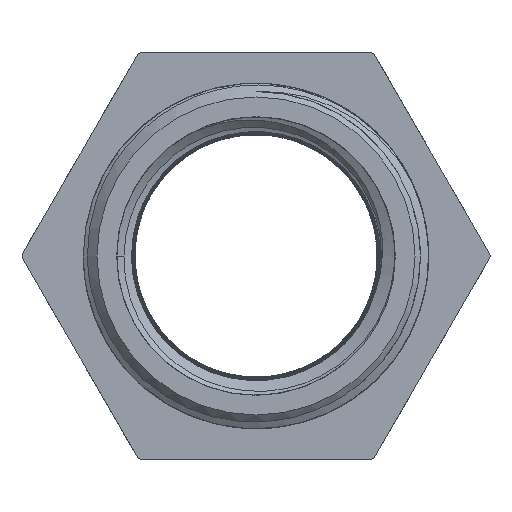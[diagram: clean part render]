
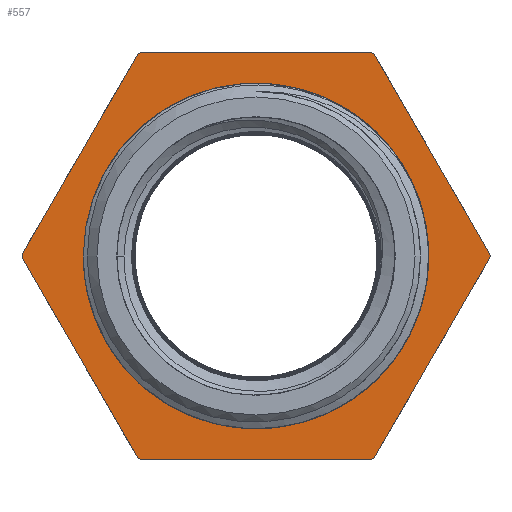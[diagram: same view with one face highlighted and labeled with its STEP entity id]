
A CAD part, left-side view. The second image highlights one B-rep face of the part: STEP entity #557.
In plain terms, the highlighted planar face has unit normal (-1, 0, 0).
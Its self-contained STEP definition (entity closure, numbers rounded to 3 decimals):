
#27=LINE('',#5253,#45);
#31=LINE('',#5278,#49);
#34=LINE('',#5293,#52);
#37=LINE('',#5308,#55);
#40=LINE('',#5323,#58);
#43=LINE('',#5338,#61);
#45=VECTOR('',#676,10.);
#49=VECTOR('',#682,10.);
#52=VECTOR('',#687,10.);
#55=VECTOR('',#692,10.);
#58=VECTOR('',#697,10.);
#61=VECTOR('',#702,10.);
#70=PLANE('',#622);
#94=FACE_BOUND('',#168,.T.);
#127=FACE_OUTER_BOUND('',#167,.T.);
#167=EDGE_LOOP('',(#486,#487,#488,#489,#490,#491,#492,#493,#494,#495,#496,
#497));
#168=EDGE_LOOP('',(#498));
#180=CIRCLE('',#579,15.92);
#196=CIRCLE('',#613,21.57);
#197=CIRCLE('',#615,21.57);
#198=CIRCLE('',#617,21.57);
#199=CIRCLE('',#619,21.57);
#200=CIRCLE('',#621,21.57);
#201=CIRCLE('',#623,21.57);
#235=VERTEX_POINT('',#1596);
#246=VERTEX_POINT('',#5251);
#247=VERTEX_POINT('',#5252);
#254=VERTEX_POINT('',#5275);
#255=VERTEX_POINT('',#5277);
#259=VERTEX_POINT('',#5290);
#260=VERTEX_POINT('',#5292);
#264=VERTEX_POINT('',#5305);
#265=VERTEX_POINT('',#5307);
#269=VERTEX_POINT('',#5320);
#270=VERTEX_POINT('',#5322);
#274=VERTEX_POINT('',#5335);
#275=VERTEX_POINT('',#5337);
#289=EDGE_CURVE('',#235,#235,#180,.T.);
#308=EDGE_CURVE('',#246,#247,#27,.T.);
#316=EDGE_CURVE('',#255,#254,#31,.T.);
#321=EDGE_CURVE('',#260,#259,#34,.T.);
#326=EDGE_CURVE('',#265,#264,#37,.T.);
#331=EDGE_CURVE('',#270,#269,#40,.T.);
#336=EDGE_CURVE('',#275,#274,#43,.T.);
#348=EDGE_CURVE('',#275,#264,#196,.T.);
#349=EDGE_CURVE('',#265,#259,#197,.T.);
#350=EDGE_CURVE('',#260,#247,#198,.T.);
#351=EDGE_CURVE('',#270,#254,#199,.T.);
#352=EDGE_CURVE('',#255,#274,#200,.T.);
#353=EDGE_CURVE('',#246,#269,#201,.T.);
#486=ORIENTED_EDGE('',*,*,#308,.T.);
#487=ORIENTED_EDGE('',*,*,#350,.F.);
#488=ORIENTED_EDGE('',*,*,#321,.T.);
#489=ORIENTED_EDGE('',*,*,#349,.F.);
#490=ORIENTED_EDGE('',*,*,#326,.T.);
#491=ORIENTED_EDGE('',*,*,#348,.F.);
#492=ORIENTED_EDGE('',*,*,#336,.T.);
#493=ORIENTED_EDGE('',*,*,#352,.F.);
#494=ORIENTED_EDGE('',*,*,#316,.T.);
#495=ORIENTED_EDGE('',*,*,#351,.F.);
#496=ORIENTED_EDGE('',*,*,#331,.T.);
#497=ORIENTED_EDGE('',*,*,#353,.F.);
#498=ORIENTED_EDGE('',*,*,#289,.T.);
#557=ADVANCED_FACE('',(#127,#94),#70,.T.);
#579=AXIS2_PLACEMENT_3D('',#1597,#650,#651);
#613=AXIS2_PLACEMENT_3D('',#5356,#736,#737);
#615=AXIS2_PLACEMENT_3D('',#5358,#740,#741);
#617=AXIS2_PLACEMENT_3D('',#5360,#744,#745);
#619=AXIS2_PLACEMENT_3D('',#5362,#748,#749);
#621=AXIS2_PLACEMENT_3D('',#5364,#752,#753);
#622=AXIS2_PLACEMENT_3D('',#5365,#754,#755);
#623=AXIS2_PLACEMENT_3D('',#5366,#756,#757);
#650=DIRECTION('center_axis',(1.,0.,0.));
#651=DIRECTION('ref_axis',(0.,0.,-1.));
#676=DIRECTION('',(0.,0.5,-0.866));
#682=DIRECTION('',(0.,0.5,0.866));
#687=DIRECTION('',(0.,-0.5,-0.866));
#692=DIRECTION('',(0.,-1.,0.));
#697=DIRECTION('',(0.,1.,0.));
#702=DIRECTION('',(0.,-0.5,0.866));
#736=DIRECTION('center_axis',(1.,0.,0.));
#737=DIRECTION('ref_axis',(0.,0.,-1.));
#740=DIRECTION('center_axis',(1.,0.,0.));
#741=DIRECTION('ref_axis',(0.,0.,-1.));
#744=DIRECTION('center_axis',(1.,0.,0.));
#745=DIRECTION('ref_axis',(0.,0.,-1.));
#748=DIRECTION('center_axis',(1.,0.,0.));
#749=DIRECTION('ref_axis',(0.,0.,-1.));
#752=DIRECTION('center_axis',(1.,0.,0.));
#753=DIRECTION('ref_axis',(0.,0.,-1.));
#754=DIRECTION('center_axis',(-1.,0.,0.));
#755=DIRECTION('ref_axis',(0.,0.,1.));
#756=DIRECTION('center_axis',(1.,0.,0.));
#757=DIRECTION('ref_axis',(0.,0.,-1.));
#1596=CARTESIAN_POINT('',(-4.12,15.92,0.));
#1597=CARTESIAN_POINT('Origin',(-4.12,0.,0.));
#5251=CARTESIAN_POINT('',(-4.12,10.906,18.61));
#5252=CARTESIAN_POINT('',(-4.12,21.57,0.14));
#5253=CARTESIAN_POINT('',(-4.12,21.6,0.088));
#5275=CARTESIAN_POINT('',(-4.12,-10.906,18.61));
#5277=CARTESIAN_POINT('',(-4.12,-21.57,0.14));
#5278=CARTESIAN_POINT('',(-4.12,-10.876,18.662));
#5290=CARTESIAN_POINT('',(-4.12,10.906,-18.61));
#5292=CARTESIAN_POINT('',(-4.12,21.57,-0.14));
#5293=CARTESIAN_POINT('',(-4.12,16.268,-9.322));
#5305=CARTESIAN_POINT('',(-4.12,-10.663,-18.75));
#5307=CARTESIAN_POINT('',(-4.12,10.663,-18.75));
#5308=CARTESIAN_POINT('',(-4.12,5.453,-18.75));
#5320=CARTESIAN_POINT('',(-4.12,10.663,18.75));
#5322=CARTESIAN_POINT('',(-4.12,-10.663,18.75));
#5323=CARTESIAN_POINT('',(-4.12,16.117,18.75));
#5335=CARTESIAN_POINT('',(-4.12,-21.57,-0.14));
#5337=CARTESIAN_POINT('',(-4.12,-10.906,-18.61));
#5338=CARTESIAN_POINT('',(-4.12,-16.208,-9.428));
#5356=CARTESIAN_POINT('Origin',(-4.12,0.,0.));
#5358=CARTESIAN_POINT('Origin',(-4.12,0.,0.));
#5360=CARTESIAN_POINT('Origin',(-4.12,0.,0.));
#5362=CARTESIAN_POINT('Origin',(-4.12,0.,0.));
#5364=CARTESIAN_POINT('Origin',(-4.12,0.,0.));
#5365=CARTESIAN_POINT('Origin',(-4.12,21.57,0.));
#5366=CARTESIAN_POINT('Origin',(-4.12,0.,0.));
